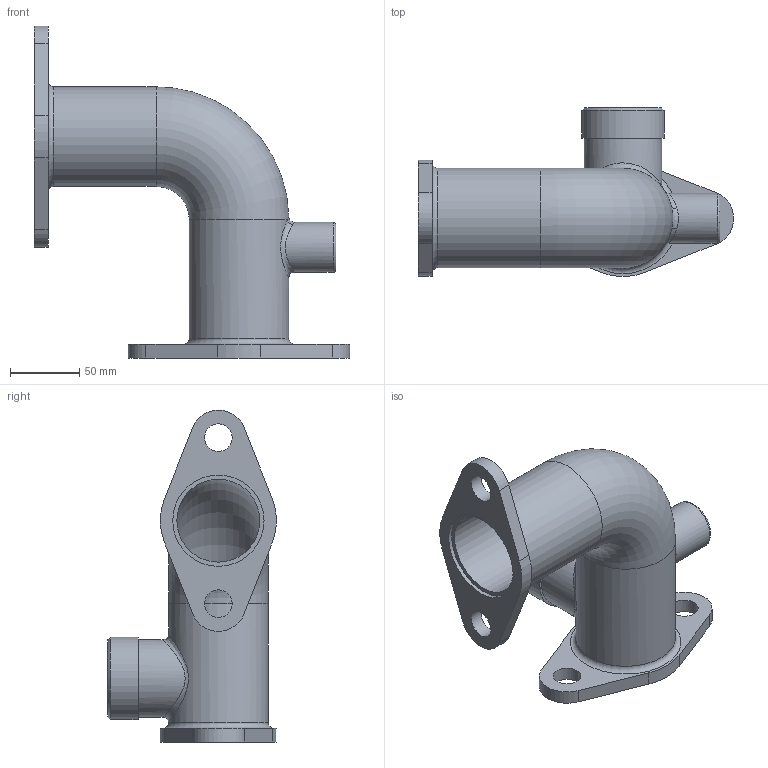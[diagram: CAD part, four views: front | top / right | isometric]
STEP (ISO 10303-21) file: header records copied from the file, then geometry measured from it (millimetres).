
FILE_DESCRIPTION(/* description */ (''),/* implementation_level */ '2;1');
FILE_NAME(/* name */ 'Part 073.stp',/* time_stamp */ '2015-02-24T13:55:56+02:00',/* author */ ('SFC'),/* organization */ (''),/* preprocessor_version */ 'ST-DEVELOPER v15.2',/* originating_system */ 'Autodesk Inventor 2014',/* authorisation */ '');
FILE_SCHEMA (('AUTOMOTIVE_DESIGN { 1 0 10303 214 3 1 1 }'));
Length unit declared in the file: millimetre
Products named in the file (1): Part 073
Bounding box: 228 x 121.88 x 240 mm (x, y, z)
Volume: 505916.1 mm3; surface area: 162080.4 mm2
Topology: 1 solids, 1 shells, 51 faces, 126 edges, 82 vertices
Faces by surface type: cylinder 24, plane 18, torus 5, bspline 3, cone 1
Full cylindrical faces by diameter (mm): 20 x4, 24 x1, 36 x1, 42 x1, 50 x1, 56 x1, 59.614 x1, 60 x2, 66 x2, 72 x2
Entity records: 1859 total; most frequent: CARTESIAN_POINT 708, DIRECTION 232, ORIENTED_EDGE 188, AXIS2_PLACEMENT_3D 100, EDGE_CURVE 94, EDGE_LOOP 93, VERTEX_POINT 73, CIRCLE 51
